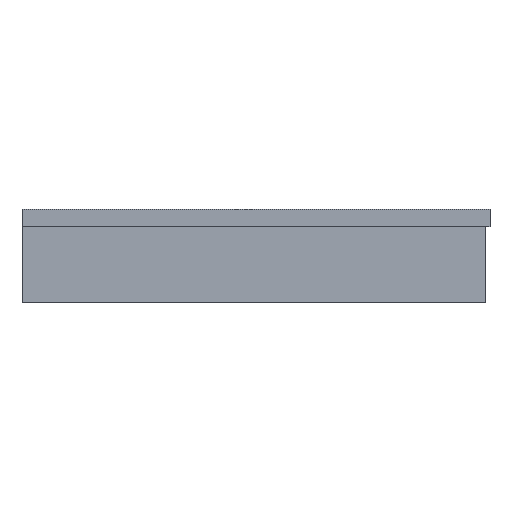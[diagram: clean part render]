
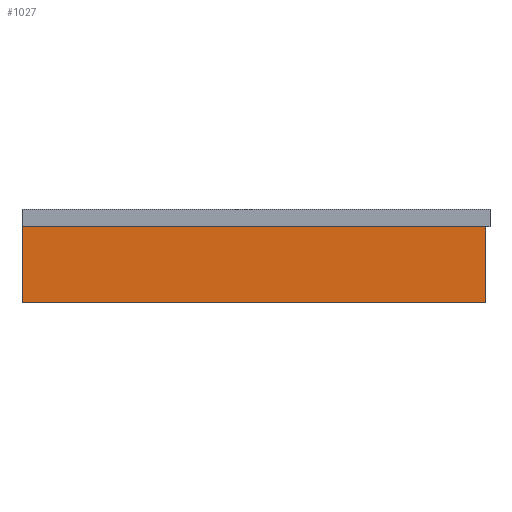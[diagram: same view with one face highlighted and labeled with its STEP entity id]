
A CAD part, left-side view. The second image highlights one B-rep face of the part: STEP entity #1027.
In plain terms, the highlighted planar face has unit normal (-1, 0, 0).
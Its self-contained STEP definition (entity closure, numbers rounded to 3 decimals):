
#143=FACE_OUTER_BOUND('',#211,.T.);
#211=EDGE_LOOP('',(#922,#923,#924,#925));
#227=LINE('',#1451,#329);
#316=LINE('',#1713,#418);
#317=LINE('',#1715,#419);
#318=LINE('',#1716,#420);
#329=VECTOR('',#1153,10.);
#418=VECTOR('',#1420,10.);
#419=VECTOR('',#1421,10.);
#420=VECTOR('',#1422,10.);
#430=VERTEX_POINT('',#1448);
#431=VERTEX_POINT('',#1450);
#515=VERTEX_POINT('',#1712);
#516=VERTEX_POINT('',#1714);
#525=EDGE_CURVE('',#431,#430,#227,.T.);
#654=EDGE_CURVE('',#431,#515,#316,.T.);
#655=EDGE_CURVE('',#516,#430,#317,.T.);
#656=EDGE_CURVE('',#515,#516,#318,.T.);
#922=ORIENTED_EDGE('',*,*,#654,.F.);
#923=ORIENTED_EDGE('',*,*,#525,.T.);
#924=ORIENTED_EDGE('',*,*,#655,.F.);
#925=ORIENTED_EDGE('',*,*,#656,.F.);
#973=PLANE('',#1135);
#1027=ADVANCED_FACE('',(#143),#973,.T.);
#1135=AXIS2_PLACEMENT_3D('',#1711,#1418,#1419);
#1153=DIRECTION('',(0.,0.,1.));
#1418=DIRECTION('center_axis',(-1.,0.,0.));
#1419=DIRECTION('ref_axis',(0.,-1.,0.));
#1420=DIRECTION('',(0.,1.,0.));
#1421=DIRECTION('',(0.,-1.,0.));
#1422=DIRECTION('',(0.,0.,1.));
#1448=CARTESIAN_POINT('',(-10.,-69.,13.));
#1450=CARTESIAN_POINT('',(-10.,-69.,0.));
#1451=CARTESIAN_POINT('',(-10.,-69.,0.));
#1711=CARTESIAN_POINT('Origin',(-10.,10.,0.));
#1712=CARTESIAN_POINT('',(-10.,10.,0.));
#1713=CARTESIAN_POINT('',(-10.,-69.,0.));
#1714=CARTESIAN_POINT('',(-10.,10.,13.));
#1715=CARTESIAN_POINT('',(-10.,-69.,13.));
#1716=CARTESIAN_POINT('',(-10.,10.,0.));
